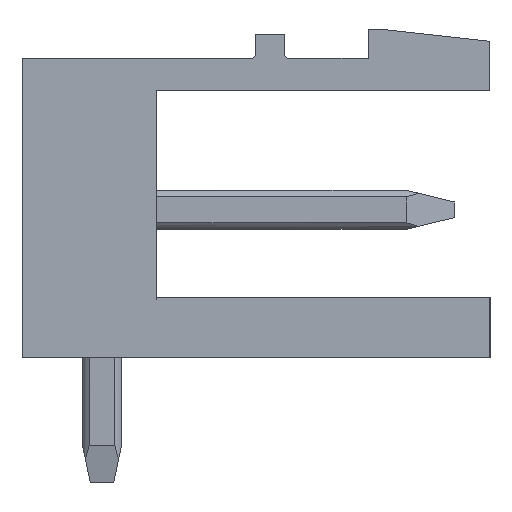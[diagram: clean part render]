
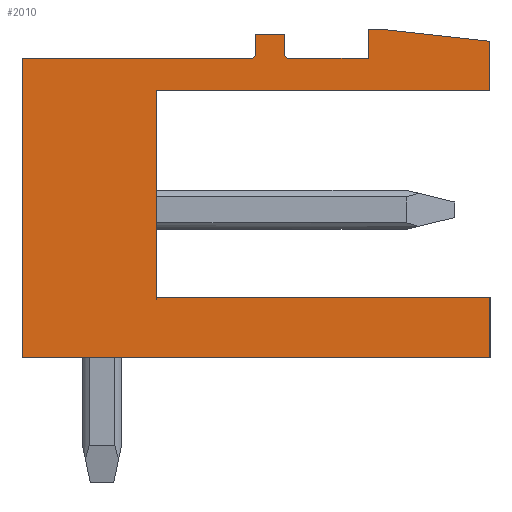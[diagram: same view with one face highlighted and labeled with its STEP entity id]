
A CAD part, left-side view. The second image highlights one B-rep face of the part: STEP entity #2010.
In plain terms, the highlighted planar face has unit normal (-1, 0, 0).
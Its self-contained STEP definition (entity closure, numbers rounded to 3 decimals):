
#460=AXIS2_PLACEMENT_3D('Circle Axis2P3D',#458,#459,$) ;
#591=AXIS2_PLACEMENT_3D('Circle Axis2P3D',#589,#590,$) ;
#1951=AXIS2_PLACEMENT_3D('Plane Axis2P3D',#1948,#1949,#1950) ;
#49=CARTESIAN_POINT('Vertex',(0.,2.8,11.63)) ;
#52=CARTESIAN_POINT('Line Origine',(0.,1.4,11.475)) ;
#56=CARTESIAN_POINT('Vertex',(0.,0.,11.32)) ;
#87=CARTESIAN_POINT('Vertex',(0.,3.12,11.63)) ;
#90=CARTESIAN_POINT('Line Origine',(0.,2.96,11.63)) ;
#384=CARTESIAN_POINT('Vertex',(0.,3.12,10.88)) ;
#387=CARTESIAN_POINT('Line Origine',(0.,3.12,11.255)) ;
#455=CARTESIAN_POINT('Vertex',(0.,5.27,10.98)) ;
#458=CARTESIAN_POINT('Axis2P3D Location',(0.,5.17,10.98)) ;
#462=CARTESIAN_POINT('Vertex',(0.,5.17,10.88)) ;
#493=CARTESIAN_POINT('Vertex',(0.,5.27,11.5)) ;
#496=CARTESIAN_POINT('Line Origine',(0.,5.27,11.24)) ;
#524=CARTESIAN_POINT('Vertex',(0.,6.02,11.5)) ;
#527=CARTESIAN_POINT('Line Origine',(0.,5.645,11.5)) ;
#555=CARTESIAN_POINT('Vertex',(0.,6.02,10.98)) ;
#558=CARTESIAN_POINT('Line Origine',(0.,6.02,11.24)) ;
#586=CARTESIAN_POINT('Vertex',(0.,6.12,10.88)) ;
#589=CARTESIAN_POINT('Axis2P3D Location',(0.,6.12,10.98)) ;
#617=CARTESIAN_POINT('Vertex',(0.,12.,10.88)) ;
#620=CARTESIAN_POINT('Line Origine',(0.,9.06,10.88)) ;
#648=CARTESIAN_POINT('Vertex',(0.,12.,3.2)) ;
#651=CARTESIAN_POINT('Line Origine',(0.,12.,7.04)) ;
#679=CARTESIAN_POINT('Vertex',(0.,0.,3.2)) ;
#682=CARTESIAN_POINT('Line Origine',(0.,6.,3.2)) ;
#1948=CARTESIAN_POINT('Axis2P3D Location',(0.,0.,0.)) ;
#1953=CARTESIAN_POINT('Line Origine',(0.,8.55,7.4)) ;
#1957=CARTESIAN_POINT('Vertex',(0.,8.55,4.74)) ;
#1959=CARTESIAN_POINT('Vertex',(0.,8.55,10.06)) ;
#1962=CARTESIAN_POINT('Line Origine',(0.,4.275,10.06)) ;
#1966=CARTESIAN_POINT('Vertex',(0.,0.,10.06)) ;
#1969=CARTESIAN_POINT('Line Origine',(0.,0.,10.69)) ;
#1974=CARTESIAN_POINT('Line Origine',(0.,4.145,10.88)) ;
#1979=CARTESIAN_POINT('Line Origine',(0.,0.,3.97)) ;
#1983=CARTESIAN_POINT('Vertex',(0.,0.,4.74)) ;
#1986=CARTESIAN_POINT('Line Origine',(0.,4.275,4.74)) ;
#53=DIRECTION('Vector Direction',(0.,0.994,0.11)) ;
#91=DIRECTION('Vector Direction',(0.,-1.,0.)) ;
#388=DIRECTION('Vector Direction',(0.,0.,-1.)) ;
#459=DIRECTION('Axis2P3D Direction',(-1.,0.,0.)) ;
#497=DIRECTION('Vector Direction',(0.,0.,-1.)) ;
#528=DIRECTION('Vector Direction',(0.,1.,0.)) ;
#559=DIRECTION('Vector Direction',(0.,0.,-1.)) ;
#590=DIRECTION('Axis2P3D Direction',(-1.,0.,0.)) ;
#621=DIRECTION('Vector Direction',(0.,1.,0.)) ;
#652=DIRECTION('Vector Direction',(0.,0.,-1.)) ;
#683=DIRECTION('Vector Direction',(0.,1.,0.)) ;
#1949=DIRECTION('Axis2P3D Direction',(-1.,0.,0.)) ;
#1950=DIRECTION('Axis2P3D XDirection',(0.,-1.,0.)) ;
#1954=DIRECTION('Vector Direction',(0.,0.,-1.)) ;
#1963=DIRECTION('Vector Direction',(0.,1.,0.)) ;
#1970=DIRECTION('Vector Direction',(0.,0.,1.)) ;
#1975=DIRECTION('Vector Direction',(0.,1.,0.)) ;
#1980=DIRECTION('Vector Direction',(0.,0.,-1.)) ;
#1987=DIRECTION('Vector Direction',(0.,-1.,0.)) ;
#54=VECTOR('Line Direction',#53,1.) ;
#92=VECTOR('Line Direction',#91,1.) ;
#389=VECTOR('Line Direction',#388,1.) ;
#498=VECTOR('Line Direction',#497,1.) ;
#529=VECTOR('Line Direction',#528,1.) ;
#560=VECTOR('Line Direction',#559,1.) ;
#622=VECTOR('Line Direction',#621,1.) ;
#653=VECTOR('Line Direction',#652,1.) ;
#684=VECTOR('Line Direction',#683,1.) ;
#1955=VECTOR('Line Direction',#1954,1.) ;
#1964=VECTOR('Line Direction',#1963,1.) ;
#1971=VECTOR('Line Direction',#1970,1.) ;
#1976=VECTOR('Line Direction',#1975,1.) ;
#1981=VECTOR('Line Direction',#1980,1.) ;
#1988=VECTOR('Line Direction',#1987,1.) ;
#1992=ORIENTED_EDGE('',*,*,#1961,.T.) ;
#1993=ORIENTED_EDGE('',*,*,#1968,.T.) ;
#1994=ORIENTED_EDGE('',*,*,#1973,.T.) ;
#1995=ORIENTED_EDGE('',*,*,#58,.T.) ;
#1996=ORIENTED_EDGE('',*,*,#94,.T.) ;
#1997=ORIENTED_EDGE('',*,*,#391,.T.) ;
#1998=ORIENTED_EDGE('',*,*,#1978,.T.) ;
#1999=ORIENTED_EDGE('',*,*,#464,.T.) ;
#2000=ORIENTED_EDGE('',*,*,#500,.T.) ;
#2001=ORIENTED_EDGE('',*,*,#531,.T.) ;
#2002=ORIENTED_EDGE('',*,*,#562,.T.) ;
#2003=ORIENTED_EDGE('',*,*,#593,.T.) ;
#2004=ORIENTED_EDGE('',*,*,#624,.T.) ;
#2005=ORIENTED_EDGE('',*,*,#655,.T.) ;
#2006=ORIENTED_EDGE('',*,*,#686,.T.) ;
#2007=ORIENTED_EDGE('',*,*,#1985,.T.) ;
#2008=ORIENTED_EDGE('',*,*,#1990,.T.) ;
#2010=ADVANCED_FACE('Housing',(#2009),#1952,.T.) ;
#461=CIRCLE('generated circle',#460,0.1) ;
#592=CIRCLE('generated circle',#591,0.1) ;
#58=EDGE_CURVE('',#57,#50,#55,.T.) ;
#94=EDGE_CURVE('',#50,#88,#93,.F.) ;
#391=EDGE_CURVE('',#88,#385,#390,.T.) ;
#464=EDGE_CURVE('',#463,#456,#461,.F.) ;
#500=EDGE_CURVE('',#456,#494,#499,.F.) ;
#531=EDGE_CURVE('',#494,#525,#530,.T.) ;
#562=EDGE_CURVE('',#525,#556,#561,.T.) ;
#593=EDGE_CURVE('',#556,#587,#592,.F.) ;
#624=EDGE_CURVE('',#587,#618,#623,.T.) ;
#655=EDGE_CURVE('',#618,#649,#654,.T.) ;
#686=EDGE_CURVE('',#649,#680,#685,.F.) ;
#1961=EDGE_CURVE('',#1958,#1960,#1956,.F.) ;
#1968=EDGE_CURVE('',#1960,#1967,#1965,.F.) ;
#1973=EDGE_CURVE('',#1967,#57,#1972,.T.) ;
#1978=EDGE_CURVE('',#385,#463,#1977,.T.) ;
#1985=EDGE_CURVE('',#680,#1984,#1982,.F.) ;
#1990=EDGE_CURVE('',#1984,#1958,#1989,.F.) ;
#1991=EDGE_LOOP('',(#1992,#1993,#1994,#1995,#1996,#1997,#1998,#1999,#2000,#2001,#2002,#2003,#2004,#2005,#2006,#2007,#2008)) ;
#2009=FACE_OUTER_BOUND('',#1991,.T.) ;
#55=LINE('Line',#52,#54) ;
#93=LINE('Line',#90,#92) ;
#390=LINE('Line',#387,#389) ;
#499=LINE('Line',#496,#498) ;
#530=LINE('Line',#527,#529) ;
#561=LINE('Line',#558,#560) ;
#623=LINE('Line',#620,#622) ;
#654=LINE('Line',#651,#653) ;
#685=LINE('Line',#682,#684) ;
#1956=LINE('Line',#1953,#1955) ;
#1965=LINE('Line',#1962,#1964) ;
#1972=LINE('Line',#1969,#1971) ;
#1977=LINE('Line',#1974,#1976) ;
#1982=LINE('Line',#1979,#1981) ;
#1989=LINE('Line',#1986,#1988) ;
#1952=PLANE('',#1951) ;
#50=VERTEX_POINT('',#49) ;
#57=VERTEX_POINT('',#56) ;
#88=VERTEX_POINT('',#87) ;
#385=VERTEX_POINT('',#384) ;
#456=VERTEX_POINT('',#455) ;
#463=VERTEX_POINT('',#462) ;
#494=VERTEX_POINT('',#493) ;
#525=VERTEX_POINT('',#524) ;
#556=VERTEX_POINT('',#555) ;
#587=VERTEX_POINT('',#586) ;
#618=VERTEX_POINT('',#617) ;
#649=VERTEX_POINT('',#648) ;
#680=VERTEX_POINT('',#679) ;
#1958=VERTEX_POINT('',#1957) ;
#1960=VERTEX_POINT('',#1959) ;
#1967=VERTEX_POINT('',#1966) ;
#1984=VERTEX_POINT('',#1983) ;
